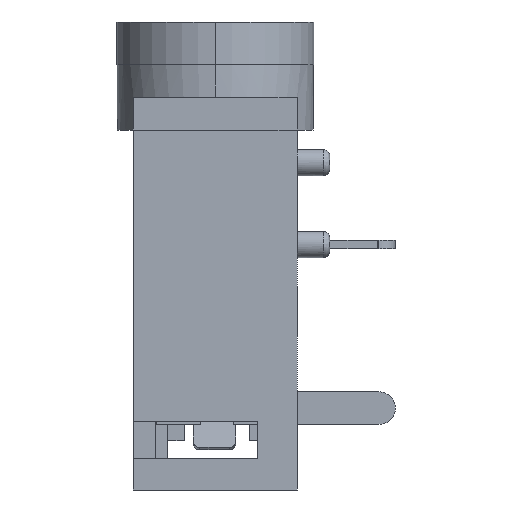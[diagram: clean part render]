
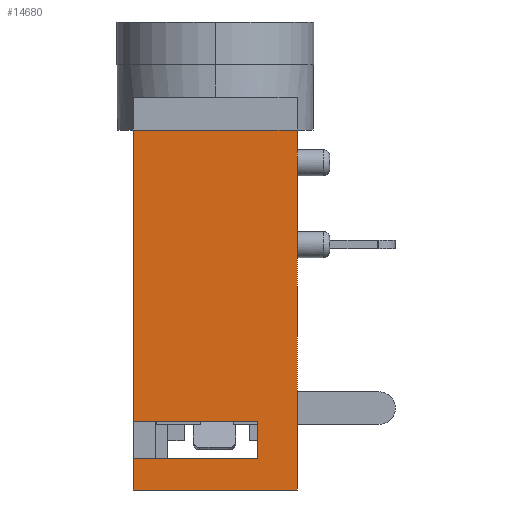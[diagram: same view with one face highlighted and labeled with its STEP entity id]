
A CAD part, left-side view. The second image highlights one B-rep face of the part: STEP entity #14680.
In plain terms, the highlighted planar face has unit normal (-1, 0, 0).
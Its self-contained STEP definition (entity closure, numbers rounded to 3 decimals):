
#4723=DIRECTION('',(0.,-1.,0.));
#4724=VECTOR('',#4723,5.);
#4725=CARTESIAN_POINT('',(-6.,2.5,-3.3));
#4726=LINE('',#4725,#4724);
#4727=DIRECTION('',(0.,0.,-1.));
#4728=VECTOR('',#4727,8.9);
#4729=CARTESIAN_POINT('',(-6.,2.5,-3.3));
#4730=LINE('',#4729,#4728);
#4731=DIRECTION('',(0.,0.,1.));
#4732=VECTOR('',#4731,11.);
#4733=CARTESIAN_POINT('',(-6.,-2.5,-14.3));
#4734=LINE('',#4733,#4732);
#4735=DIRECTION('',(0.,-1.,0.));
#4736=VECTOR('',#4735,5.);
#4737=CARTESIAN_POINT('',(-6.,2.5,-14.3));
#4738=LINE('',#4737,#4736);
#4739=DIRECTION('',(0.,0.,-1.));
#4740=VECTOR('',#4739,0.95);
#4741=CARTESIAN_POINT('',(-6.,2.5,-13.35));
#4742=LINE('',#4741,#4740);
#4743=DIRECTION('',(0.,1.,0.));
#4744=VECTOR('',#4743,3.8);
#4745=CARTESIAN_POINT('',(-6.,-1.3,-13.35));
#4746=LINE('',#4745,#4744);
#4747=DIRECTION('',(0.,0.,-1.));
#4748=VECTOR('',#4747,1.15);
#4749=CARTESIAN_POINT('',(-6.,-1.3,-12.2));
#4750=LINE('',#4749,#4748);
#5063=DIRECTION('',(0.,1.,0.));
#5064=VECTOR('',#5063,3.8);
#5065=CARTESIAN_POINT('',(-6.,-1.3,-12.2));
#5066=LINE('',#5065,#5064);
#7010=CARTESIAN_POINT('',(-6.,-2.5,-14.3));
#7011=VERTEX_POINT('',#7010);
#7012=CARTESIAN_POINT('',(-6.,2.5,-14.3));
#7013=VERTEX_POINT('',#7012);
#7100=CARTESIAN_POINT('',(-6.,-2.5,-3.3));
#7101=VERTEX_POINT('',#7100);
#7148=CARTESIAN_POINT('',(-6.,2.5,-13.35));
#7149=VERTEX_POINT('',#7148);
#7154=CARTESIAN_POINT('',(-6.,2.5,-12.2));
#7155=VERTEX_POINT('',#7154);
#7156=CARTESIAN_POINT('',(-6.,2.5,-3.3));
#7157=VERTEX_POINT('',#7156);
#7292=CARTESIAN_POINT('',(-6.,-1.3,-12.2));
#7293=VERTEX_POINT('',#7292);
#7294=CARTESIAN_POINT('',(-6.,-1.3,-13.35));
#7295=VERTEX_POINT('',#7294);
#14661=CARTESIAN_POINT('',(-6.,0.,-8.8));
#14662=DIRECTION('',(-1.,0.,0.));
#14663=DIRECTION('',(0.,0.,-1.));
#14664=AXIS2_PLACEMENT_3D('',#14661,#14662,#14663);
#14665=PLANE('',#14664);
#14666=ORIENTED_EDGE('',*,*,#10520,.F.);
#14667=ORIENTED_EDGE('',*,*,#14656,.T.);
#14668=ORIENTED_EDGE('',*,*,#9984,.F.);
#14670=ORIENTED_EDGE('',*,*,#14669,.F.);
#14671=ORIENTED_EDGE('',*,*,#10528,.F.);
#14673=ORIENTED_EDGE('',*,*,#14672,.F.);
#14675=ORIENTED_EDGE('',*,*,#14674,.F.);
#14677=ORIENTED_EDGE('',*,*,#14676,.T.);
#14678=EDGE_LOOP('',(#14666,#14667,#14668,#14670,#14671,#14673,#14675,#14677));
#14679=FACE_OUTER_BOUND('',#14678,.F.);
#9984=EDGE_CURVE('',#7011,#7101,#4734,.T.);
#10520=EDGE_CURVE('',#7157,#7155,#4730,.T.);
#10528=EDGE_CURVE('',#7149,#7013,#4742,.T.);
#14656=EDGE_CURVE('',#7157,#7101,#4726,.T.);
#14669=EDGE_CURVE('',#7013,#7011,#4738,.T.);
#14672=EDGE_CURVE('',#7295,#7149,#4746,.T.);
#14674=EDGE_CURVE('',#7293,#7295,#4750,.T.);
#14676=EDGE_CURVE('',#7293,#7155,#5066,.T.);
#14680=ADVANCED_FACE('',(#14679),#14665,.T.);
